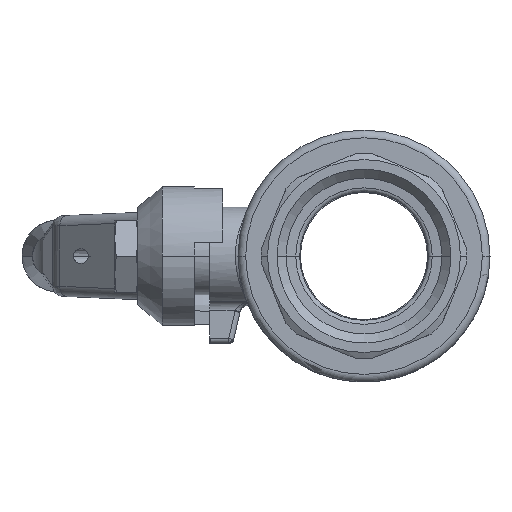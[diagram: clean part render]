
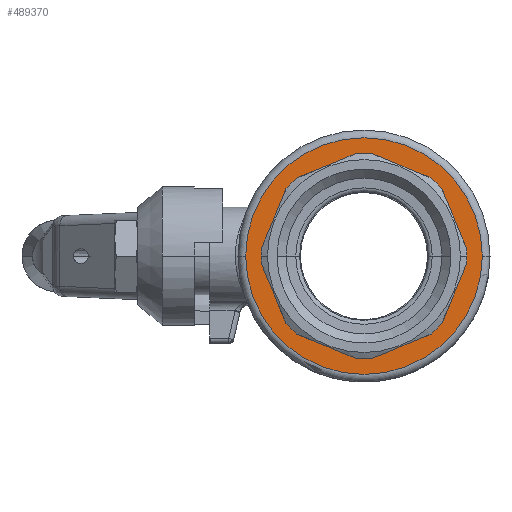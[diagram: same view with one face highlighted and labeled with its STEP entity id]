
A CAD part, left-side view. The second image highlights one B-rep face of the part: STEP entity #489370.
In plain terms, the highlighted face is planar.
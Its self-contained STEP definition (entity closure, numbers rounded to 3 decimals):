
#105190=CARTESIAN_POINT('',(22.,-1.501,19.944));
#105200=VERTEX_POINT('',#105190);
#105230=CARTESIAN_POINT('',(22.,0.,
0.));
#105240=DIRECTION('',(1.,0.,0.));
#105250=DIRECTION('',(0.,-1.,0.));
#105260=AXIS2_PLACEMENT_3D('',#105230,#105240,#105250);
#105270=CIRCLE('',#105260,20.);
#105280=CARTESIAN_POINT('',(22.,1.501,19.944));
#105290=VERTEX_POINT('',#105280);
#105300=EDGE_CURVE('',#105290,#105200,#105270,.T.);
#118440=CARTESIAN_POINT('',(22.,13.041,15.164));
#118450=VERTEX_POINT('',#118440);
#118480=CARTESIAN_POINT('',(22.,15.164,13.041));
#118490=VERTEX_POINT('',#118480);
#118500=EDGE_CURVE('',#118490,#118450,#105270,.T.);
#127170=CARTESIAN_POINT('',(22.,-19.944,1.501));
#127180=VERTEX_POINT('',#127170);
#127210=CARTESIAN_POINT('',(22.,-20.565,0.))
;
#127220=DIRECTION('',(0.,0.383,
0.924));
#127230=VECTOR('',#127220,1.);
#127240=LINE('',#127210,#127230);
#127250=CARTESIAN_POINT('',(22.,-15.164,13.041));
#127260=VERTEX_POINT('',#127250);
#127270=EDGE_CURVE('',#127180,#127260,#127240,.T.);
#243430=CARTESIAN_POINT('',(22.,-15.164,-13.041));
#243440=VERTEX_POINT('',#243430);
#243470=CARTESIAN_POINT('',(22.,-20.565,0.))
;
#243480=DIRECTION('',(0.,-0.383,
0.924));
#243490=VECTOR('',#243480,1.);
#243500=LINE('',#243470,#243490);
#243510=CARTESIAN_POINT('',(22.,-19.944,-1.501));
#243520=VERTEX_POINT('',#243510);
#243530=EDGE_CURVE('',#243440,#243520,#243500,.T.);
#247830=CARTESIAN_POINT('',(22.,1.501,-19.944));
#247840=VERTEX_POINT('',#247830);
#247870=CARTESIAN_POINT('',(22.,-1.501,-19.944));
#247880=VERTEX_POINT('',#247870);
#247890=EDGE_CURVE('',#247880,#247840,#105270,.T.);
#268060=CARTESIAN_POINT('',(22.,19.944,-1.501));
#268070=VERTEX_POINT('',#268060);
#268100=CARTESIAN_POINT('',(22.,20.565,0.));
#268110=DIRECTION('',(0.,-0.383,
-0.924));
#268120=VECTOR('',#268110,1.);
#268130=LINE('',#268100,#268120);
#268140=CARTESIAN_POINT('',(22.,15.164,-13.041));
#268150=VERTEX_POINT('',#268140);
#268160=EDGE_CURVE('',#268070,#268150,#268130,.T.);
#372710=CARTESIAN_POINT('',(22.,19.944,1.501));
#372720=VERTEX_POINT('',#372710);
#372730=EDGE_CURVE('',#268070,#372720,#105270,.T.);
#408440=EDGE_CURVE('',#127180,#243520,#105270,.T.);
#425560=CARTESIAN_POINT('',(22.,0.,20.565));
#425570=DIRECTION('',(0.,0.924,
-0.383));
#425580=VECTOR('',#425570,1.);
#425590=LINE('',#425560,#425580);
#425600=EDGE_CURVE('',#105290,#118450,#425590,.T.);
#441910=CARTESIAN_POINT('',(22.,13.041,-15.164));
#441920=VERTEX_POINT('',#441910);
#441930=EDGE_CURVE('',#441920,#268150,#105270,.T.);
#484780=CARTESIAN_POINT('',(22.,0.,-20.565))
;
#484790=DIRECTION('',(0.,-0.924,
-0.383));
#484800=VECTOR('',#484790,1.);
#484810=LINE('',#484780,#484800);
#484820=EDGE_CURVE('',#441920,#247840,#484810,.T.);
#488330=CARTESIAN_POINT('',(22.,-13.041,15.164));
#488340=VERTEX_POINT('',#488330);
#488350=EDGE_CURVE('',#488340,#127260,#105270,.T.);
#488660=CARTESIAN_POINT('',(22.,23.,0.));
#488670=VERTEX_POINT('',#488660);
#488770=CARTESIAN_POINT('',(22.,-23.,0.))
;
#488780=VERTEX_POINT('',#488770);
#488810=CARTESIAN_POINT('',(22.,0.,
0.));
#488820=DIRECTION('',(-1.,0.,0.));
#488830=DIRECTION('',(0.,-1.,0.));
#488840=AXIS2_PLACEMENT_3D('',#488810,#488820,#488830);
#488850=CIRCLE('',#488840,23.);
#488860=EDGE_CURVE('',#488670,#488780,#488850,.T.);
#488910=CARTESIAN_POINT('',(22.,-22.25,0.))
;
#488920=DIRECTION('',(-1.,0.,0.));
#488930=DIRECTION('',(0.,-1.,0.));
#488940=AXIS2_PLACEMENT_3D('',#488910,#488920,#488930);
#488950=PLANE('',#488940);
#488960=EDGE_CURVE('',#488780,#488670,#488850,.T.);
#488970=ORIENTED_EDGE('',*,*,#488960,.F.);
#488980=ORIENTED_EDGE('',*,*,#488860,.F.);
#488990=EDGE_LOOP('',(#488980,#488970));
#489000=FACE_OUTER_BOUND('',#488990,.T.);
#489010=ORIENTED_EDGE('',*,*,#488350,.F.);
#489020=ORIENTED_EDGE('',*,*,#127270,.T.);
#489030=ORIENTED_EDGE('',*,*,#408440,.F.);
#489040=ORIENTED_EDGE('',*,*,#243530,.T.);
#489050=CARTESIAN_POINT('',(22.,-13.041,-15.164));
#489060=VERTEX_POINT('',#489050);
#489070=EDGE_CURVE('',#243440,#489060,#105270,.T.);
#489080=ORIENTED_EDGE('',*,*,#489070,.F.);
#489090=CARTESIAN_POINT('',(22.,0.,-20.565))
;
#489100=DIRECTION('',(0.,-0.924,
0.383));
#489110=VECTOR('',#489100,1.);
#489120=LINE('',#489090,#489110);
#489130=EDGE_CURVE('',#247880,#489060,#489120,.T.);
#489140=ORIENTED_EDGE('',*,*,#489130,.T.);
#489150=ORIENTED_EDGE('',*,*,#247890,.F.);
#489160=ORIENTED_EDGE('',*,*,#484820,.T.);
#489170=ORIENTED_EDGE('',*,*,#441930,.F.);
#489180=ORIENTED_EDGE('',*,*,#268160,.T.);
#489190=ORIENTED_EDGE('',*,*,#372730,.F.);
#489200=CARTESIAN_POINT('',(22.,20.565,0.));
#489210=DIRECTION('',(0.,0.383,
-0.924));
#489220=VECTOR('',#489210,1.);
#489230=LINE('',#489200,#489220);
#489240=EDGE_CURVE('',#118490,#372720,#489230,.T.);
#489250=ORIENTED_EDGE('',*,*,#489240,.T.);
#489260=ORIENTED_EDGE('',*,*,#118500,.F.);
#489270=ORIENTED_EDGE('',*,*,#425600,.T.);
#489280=ORIENTED_EDGE('',*,*,#105300,.F.);
#489290=CARTESIAN_POINT('',(22.,0.,20.565));
#489300=DIRECTION('',(0.,0.924,
0.383));
#489310=VECTOR('',#489300,1.);
#489320=LINE('',#489290,#489310);
#489330=EDGE_CURVE('',#488340,#105200,#489320,.T.);
#489340=ORIENTED_EDGE('',*,*,#489330,.T.);
#489350=EDGE_LOOP('',(#489340,#489280,#489270,#489260,#489250,#489190,
#489180,#489170,#489160,#489150,#489140,#489080,#489040,#489030,#489020,
#489010));
#489360=FACE_BOUND('',#489350,.T.);
#489370=ADVANCED_FACE('',(#489000,#489360),#488950,.F.);
